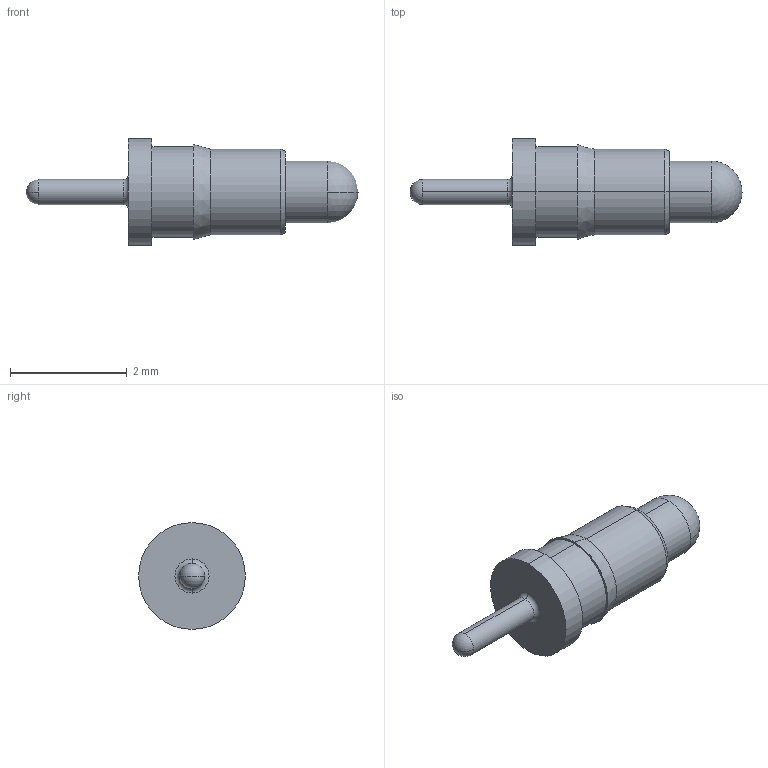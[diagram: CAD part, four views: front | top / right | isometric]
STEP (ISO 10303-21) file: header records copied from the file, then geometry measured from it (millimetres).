
FILE_DESCRIPTION (( 'STEP AP214' ), '1' );
FILE_NAME ('5EC8F7A7-889B-4DA4-8CE6-92AF64D8907E.STEP', '2022-07-26T15:02:46', ( '' ), ( '' ), 'SwSTEP 2.0', 'SolidWorks 2022', '' );
FILE_SCHEMA (( 'AUTOMOTIVE_DESIGN' ));
Length unit declared in the file: inch
Products named in the file (1): 5EC8F7A7-889B-4DA4-8CE6-92AF64D8907E
Bounding box: 5.69 x 1.83 x 1.83 mm (x, y, z)
Volume: 6.3 mm3; surface area: 23.8 mm2
Topology: 1 solids, 1 shells, 24 faces, 54 edges, 32 vertices
Faces by surface type: cylinder 10, cone 4, sphere 4, plane 4, torus 2
Entity records: 698 total; most frequent: DIRECTION 136, CARTESIAN_POINT 107, ORIENTED_EDGE 100, AXIS2_PLACEMENT_3D 61, EDGE_CURVE 50, CIRCLE 36, VERTEX_POINT 32, EDGE_LOOP 28
